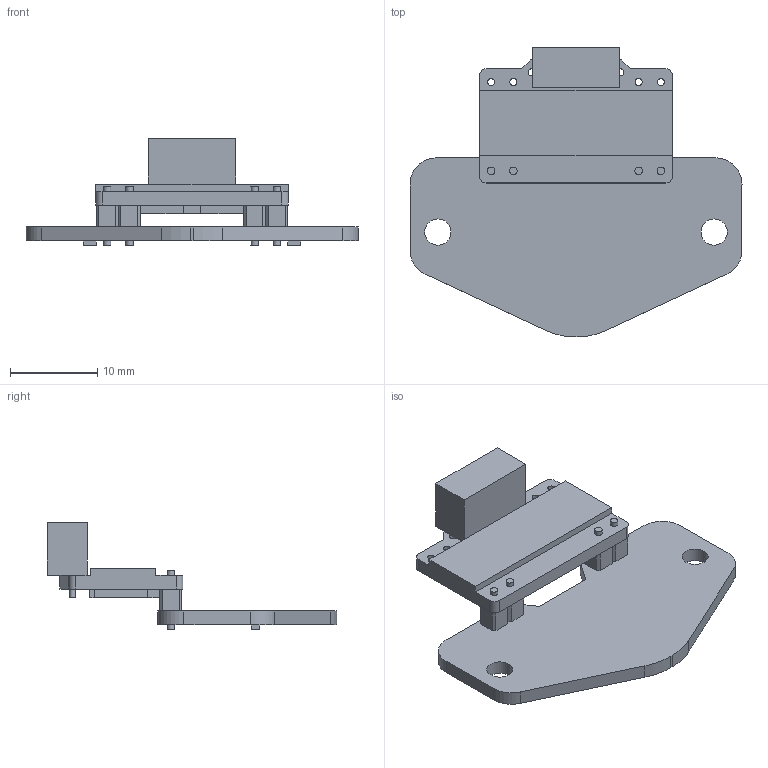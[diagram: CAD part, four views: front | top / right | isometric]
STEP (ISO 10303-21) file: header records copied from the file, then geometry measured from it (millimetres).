
FILE_DESCRIPTION(/* description */ (''),/* implementation_level */ '2;1');
FILE_NAME(/* name */ 'Cartographer v3.step',/* time_stamp */ '2024-03-03T18:18:52+01:00',/* author */ (''),/* organization */ (''),/* preprocessor_version */ 'ST-DEVELOPER v20',/* originating_system */ 'Autodesk Translation Framework v12.20.1.177',/* authorisation */ '');
FILE_SCHEMA (('AUTOMOTIVE_DESIGN { 1 0 10303 214 3 1 1 }'));
Length unit declared in the file: millimetre
Products named in the file (7): Cartographer; Component2; Component3; Component4; Component5; Component6; Component7
Assembly tree (6 placements, depth 2):
  Cartographer
    Component2
    Component3
    Component4
    Component5
    Component6
    Component7
Bounding box: 37.97 x 33.13 x 12.2 mm (x, y, z)
Volume: 1999.4 mm3; surface area: 2721.7 mm2
Topology: 5 solids, 5 shells, 171 faces, 498 edges, 332 vertices
Faces by surface type: plane 131, cylinder 40
Full cylindrical faces by diameter (mm): 0.65 x8, 0.813 x6, 0.838 x4, 0.864 x8, 3 x2
Entity records: 6095 total; most frequent: CARTESIAN_POINT 1014, ORIENTED_EDGE 996, DIRECTION 986, EDGE_CURVE 498, LINE 378, VECTOR 378, VERTEX_POINT 332, AXIS2_PLACEMENT_3D 304
